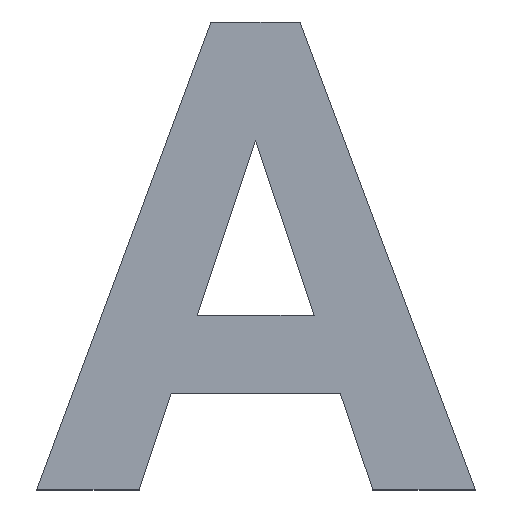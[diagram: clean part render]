
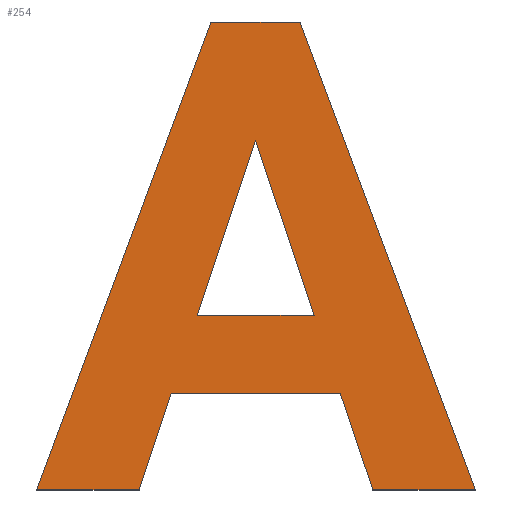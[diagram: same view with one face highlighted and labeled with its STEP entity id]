
A CAD part, top view. The second image highlights one B-rep face of the part: STEP entity #254.
In plain terms, the highlighted planar face has unit normal (0, 0, 1).
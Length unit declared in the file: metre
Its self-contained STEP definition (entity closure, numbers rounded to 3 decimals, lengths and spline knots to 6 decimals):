
#67=ORIENTED_EDGE('',*,*,#85,.F.);
#68=ORIENTED_EDGE('',*,*,#89,.F.);
#69=ORIENTED_EDGE('',*,*,#92,.F.);
#70=ORIENTED_EDGE('',*,*,#95,.F.);
#71=ORIENTED_EDGE('',*,*,#98,.F.);
#72=ORIENTED_EDGE('',*,*,#101,.F.);
#73=ORIENTED_EDGE('',*,*,#104,.F.);
#74=ORIENTED_EDGE('',*,*,#107,.F.);
#75=ORIENTED_EDGE('',*,*,#78,.F.);
#76=ORIENTED_EDGE('',*,*,#82,.F.);
#77=ORIENTED_EDGE('',*,*,#109,.F.);
#78=EDGE_CURVE('',#111,#112,#133,.T.);
#82=EDGE_CURVE('',#115,#111,#137,.T.);
#85=EDGE_CURVE('',#117,#118,#140,.T.);
#89=EDGE_CURVE('',#121,#117,#144,.T.);
#92=EDGE_CURVE('',#123,#121,#147,.T.);
#95=EDGE_CURVE('',#125,#123,#150,.T.);
#98=EDGE_CURVE('',#127,#125,#153,.T.);
#101=EDGE_CURVE('',#129,#127,#156,.T.);
#104=EDGE_CURVE('',#131,#129,#159,.T.);
#107=EDGE_CURVE('',#118,#131,#162,.T.);
#109=EDGE_CURVE('',#112,#115,#164,.T.);
#111=VERTEX_POINT('',#345);
#112=VERTEX_POINT('',#346);
#115=VERTEX_POINT('',#354);
#117=VERTEX_POINT('',#360);
#118=VERTEX_POINT('',#361);
#121=VERTEX_POINT('',#369);
#123=VERTEX_POINT('',#375);
#125=VERTEX_POINT('',#381);
#127=VERTEX_POINT('',#387);
#129=VERTEX_POINT('',#393);
#131=VERTEX_POINT('',#399);
#133=LINE('',#344,#166);
#137=LINE('',#353,#170);
#140=LINE('',#359,#173);
#144=LINE('',#368,#177);
#147=LINE('',#374,#180);
#150=LINE('',#380,#183);
#153=LINE('',#386,#186);
#156=LINE('',#392,#189);
#159=LINE('',#398,#192);
#162=LINE('',#404,#195);
#164=LINE('',#407,#197);
#166=VECTOR('',#285,1.);
#170=VECTOR('',#291,1.);
#173=VECTOR('',#296,1.);
#177=VECTOR('',#302,1.);
#180=VECTOR('',#307,1.);
#183=VECTOR('',#312,1.);
#186=VECTOR('',#317,1.);
#189=VECTOR('',#322,1.);
#192=VECTOR('',#327,1.);
#195=VECTOR('',#332,1.);
#197=VECTOR('',#336,1.);
#212=EDGE_LOOP('',(#67,#68,#69,#70,#71,#72,#73,#74));
#213=EDGE_LOOP('',(#75,#76,#77));
#227=FACE_BOUND('',#212,.T.);
#228=FACE_BOUND('',#213,.T.);
#241=PLANE('',#280);
#254=ADVANCED_FACE('',(#227,#228),#241,.T.);
#280=AXIS2_PLACEMENT_3D('',#410,#340,#341);
#285=DIRECTION('',(1.,0.,0.));
#291=DIRECTION('',(-0.315,-0.949,0.));
#296=DIRECTION('',(-1.,0.,0.));
#302=DIRECTION('',(-0.319,0.948,0.));
#307=DIRECTION('',(-1.,0.,0.));
#312=DIRECTION('',(0.351,-0.936,0.));
#317=DIRECTION('',(1.,0.,0.));
#322=DIRECTION('',(0.349,0.937,0.));
#327=DIRECTION('',(-1.,0.,0.));
#332=DIRECTION('',(-0.316,-0.949,0.));
#336=DIRECTION('',(-0.318,0.948,0.));
#340=DIRECTION('',(0.,0.,1.));
#341=DIRECTION('',(1.,0.,0.));
#344=CARTESIAN_POINT('',(0.162877,0.01222,0.0095));
#345=CARTESIAN_POINT('',(0.162643,0.01222,0.0095));
#346=CARTESIAN_POINT('',(0.163112,0.01222,0.0095));
#353=CARTESIAN_POINT('',(0.162759,0.012571,0.0095));
#354=CARTESIAN_POINT('',(0.162876,0.012922,0.0095));
#359=CARTESIAN_POINT('',(0.162877,0.011907,0.0095));
#360=CARTESIAN_POINT('',(0.163216,0.011907,0.0095));
#361=CARTESIAN_POINT('',(0.162538,0.011907,0.0095));
#368=CARTESIAN_POINT('',(0.163281,0.011714,0.0095));
#369=CARTESIAN_POINT('',(0.163347,0.011521,0.0095));
#374=CARTESIAN_POINT('',(0.163552,0.011521,0.0095));
#375=CARTESIAN_POINT('',(0.163758,0.011521,0.0095));
#380=CARTESIAN_POINT('',(0.163406,0.012459,0.0095));
#381=CARTESIAN_POINT('',(0.163055,0.013397,0.0095));
#386=CARTESIAN_POINT('',(0.162876,0.013397,0.0095));
#387=CARTESIAN_POINT('',(0.162697,0.013397,0.0095));
#392=CARTESIAN_POINT('',(0.162348,0.012459,0.0095));
#393=CARTESIAN_POINT('',(0.161999,0.011521,0.0095));
#398=CARTESIAN_POINT('',(0.162204,0.011521,0.0095));
#399=CARTESIAN_POINT('',(0.16241,0.011521,0.0095));
#404=CARTESIAN_POINT('',(0.162474,0.011714,0.0095));
#407=CARTESIAN_POINT('',(0.162994,0.012571,0.0095));
#410=CARTESIAN_POINT('',(0.104891,-0.015824,0.0095));
